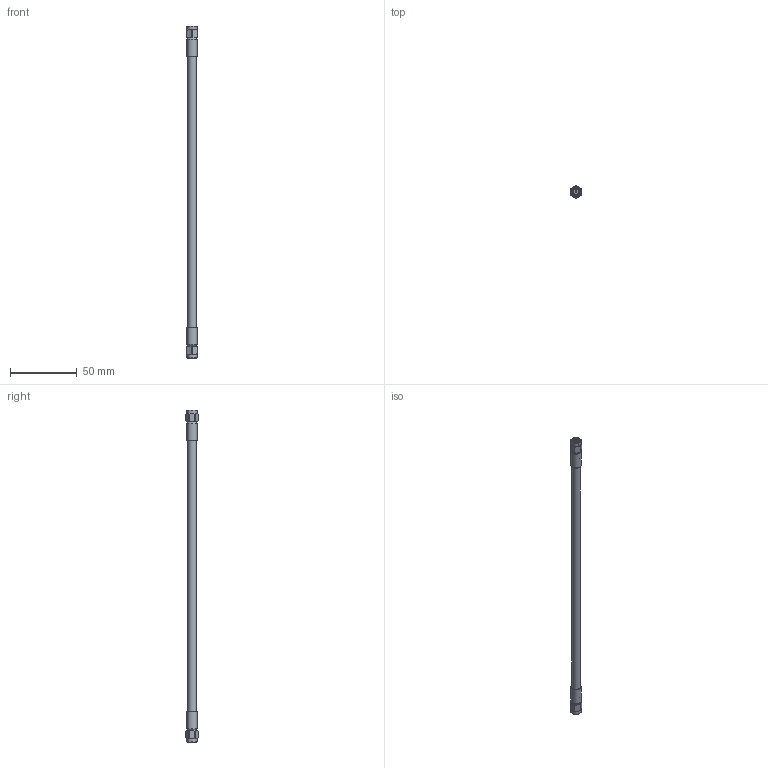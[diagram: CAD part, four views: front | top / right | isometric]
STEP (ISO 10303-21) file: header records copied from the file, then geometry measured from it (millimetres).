
FILE_DESCRIPTION (( 'STEP AP203' ), '1' );
FILE_NAME ('PE33003_3D.step', '2020-08-25T14:56:00', ( '' ), ( '' ), 'SwSTEP 2.0', 'SolidWorks 2018', '' );
FILE_SCHEMA (( 'CONFIG_CONTROL_DESIGN' ));
Length unit declared in the file: inch
Products named in the file (3): PE4907^PE33003; PE33003_3D; RG401U^PE33003_RG401U
Assembly tree (3 placements, depth 2):
  PE33003_3D
    RG401U^PE33003_RG401U
    PE4907^PE33003  x2
Bounding box: 7.94 x 8.99 x 248.41 mm (x, y, z)
Volume: 7916.3 mm3; surface area: 6152.5 mm2
Topology: 3 solids, 3 shells, 93 faces, 215 edges, 140 vertices
Faces by surface type: cylinder 41, plane 30, cone 14, bspline 6, torus 2
Full cylindrical faces by diameter (mm): 0.94 x2, 1.194 x2, 4.445 x2, 6.35 x13, 6.429 x2, 6.596 x2, 7.762 x4
Entity records: 2348 total; most frequent: CARTESIAN_POINT 1211, DIRECTION 174, ORIENTED_EDGE 140, AXIS2_PLACEMENT_3D 81, EDGE_CURVE 70, EDGE_LOOP 64, VERTEX_POINT 54, FACE_OUTER_BOUND 52
